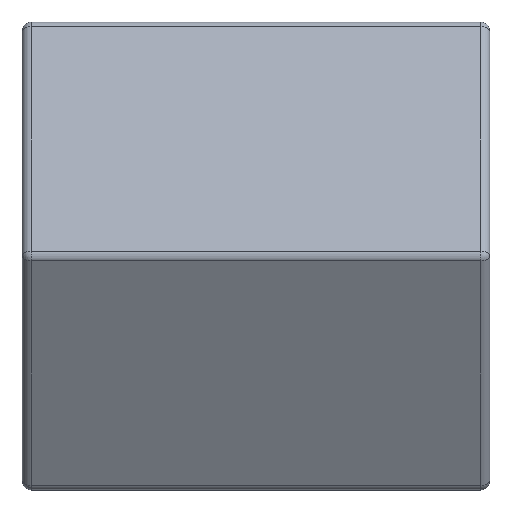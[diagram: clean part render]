
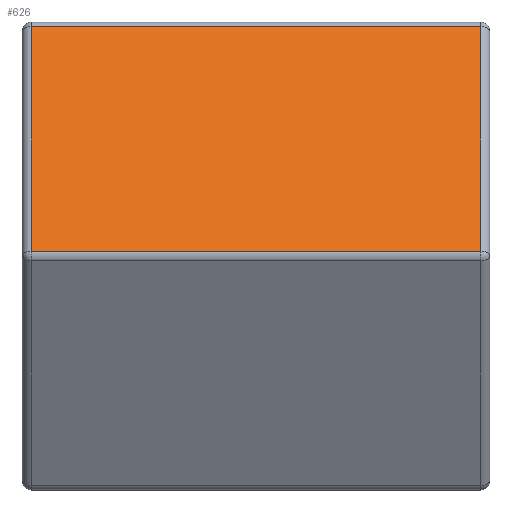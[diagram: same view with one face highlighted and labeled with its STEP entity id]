
A CAD part, front view. The second image highlights one B-rep face of the part: STEP entity #626.
In plain terms, the highlighted planar face has unit normal (0, -0.866, 0.5).
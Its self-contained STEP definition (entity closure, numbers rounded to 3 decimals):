
#6 = CARTESIAN_POINT ( 'NONE',  ( 5., -1.443, 2.5 ) ) ;
#25 = EDGE_CURVE ( 'NONE', #753, #880, #318, .T. ) ;
#92 = LINE ( 'NONE', #551, #333 ) ;
#121 = DIRECTION ( 'NONE',  ( 0., -0.5, -0.866 ) ) ;
#136 = PLANE ( 'NONE',  #754 ) ;
#159 = CARTESIAN_POINT ( 'NONE',  ( 0.1, -1.443, 2.5 ) ) ;
#208 = DIRECTION ( 'NONE',  ( 0., 0.866, -0.5 ) ) ;
#305 = ORIENTED_EDGE ( 'NONE', *, *, #372, .T. ) ;
#318 = LINE ( 'NONE', #159, #593 ) ;
#321 = VERTEX_POINT ( 'NONE', #358 ) ;
#333 = VECTOR ( 'NONE', #590, 1000. ) ;
#339 = ORIENTED_EDGE ( 'NONE', *, *, #995, .T. ) ;
#352 = VERTEX_POINT ( 'NONE', #610 ) ;
#358 = CARTESIAN_POINT ( 'NONE',  ( 4.9, -2.858, 0.05 ) ) ;
#372 = EDGE_CURVE ( 'NONE', #880, #321, #877, .T. ) ;
#440 = DIRECTION ( 'NONE',  ( 1., 0., 0. ) ) ;
#529 = CARTESIAN_POINT ( 'NONE',  ( 0.1, -1.472, 2.45 ) ) ;
#547 = CARTESIAN_POINT ( 'NONE',  ( 5., -2.858, 0.05 ) ) ;
#551 = CARTESIAN_POINT ( 'NONE',  ( 5., -1.472, 2.45 ) ) ;
#559 = ORIENTED_EDGE ( 'NONE', *, *, #25, .T. ) ;
#590 = DIRECTION ( 'NONE',  ( -1., 0., 0. ) ) ;
#593 = VECTOR ( 'NONE', #121, 1000. ) ;
#610 = CARTESIAN_POINT ( 'NONE',  ( 4.9, -1.472, 2.45 ) ) ;
#623 = DIRECTION ( 'NONE',  ( 0., 0.5, 0.866 ) ) ;
#624 = VECTOR ( 'NONE', #440, 1000. ) ;
#626 = ADVANCED_FACE ( 'NONE', ( #800 ), #136, .F. ) ;
#674 = EDGE_CURVE ( 'NONE', #321, #352, #742, .T. ) ;
#742 = LINE ( 'NONE', #820, #1196 ) ;
#753 = VERTEX_POINT ( 'NONE', #529 ) ;
#754 = AXIS2_PLACEMENT_3D ( 'NONE', #6, #208, #993 ) ;
#800 = FACE_OUTER_BOUND ( 'NONE', #956, .T. ) ;
#820 = CARTESIAN_POINT ( 'NONE',  ( 4.9, -1.443, 2.5 ) ) ;
#877 = LINE ( 'NONE', #547, #624 ) ;
#880 = VERTEX_POINT ( 'NONE', #922 ) ;
#922 = CARTESIAN_POINT ( 'NONE',  ( 0.1, -2.858, 0.05 ) ) ;
#956 = EDGE_LOOP ( 'NONE', ( #958, #339, #559, #305 ) ) ;
#958 = ORIENTED_EDGE ( 'NONE', *, *, #674, .T. ) ;
#993 = DIRECTION ( 'NONE',  ( 0., 0.5, 0.866 ) ) ;
#995 = EDGE_CURVE ( 'NONE', #352, #753, #92, .T. ) ;
#1196 = VECTOR ( 'NONE', #623, 1000. ) ;
